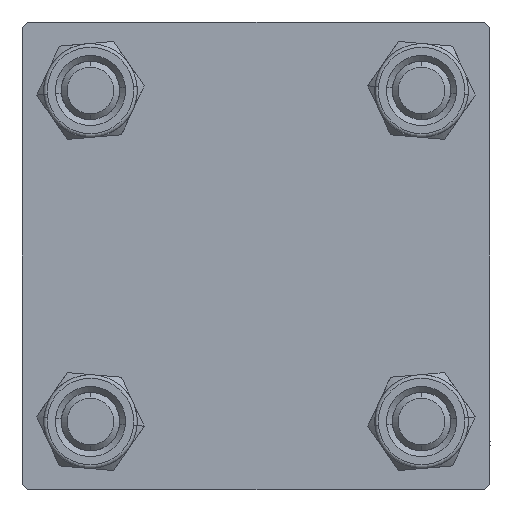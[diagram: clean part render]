
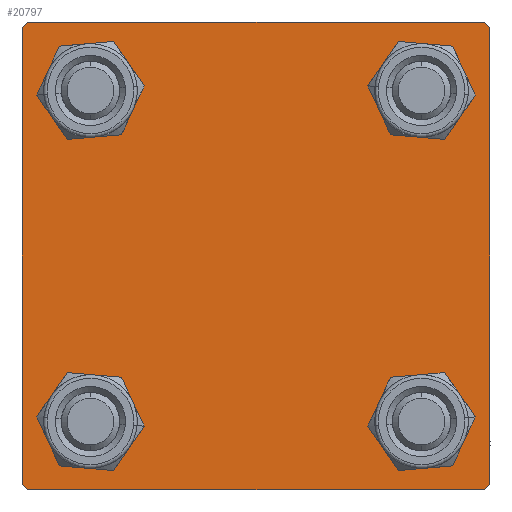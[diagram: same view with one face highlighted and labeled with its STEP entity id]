
A CAD part, left-side view. The second image highlights one B-rep face of the part: STEP entity #20797.
In plain terms, the highlighted planar face has unit normal (-1, 0, 0).
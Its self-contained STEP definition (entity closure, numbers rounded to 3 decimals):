
#574 = ORIENTED_EDGE ( 'NONE', *, *, #46109, .T. ) ;
#839 = VERTEX_POINT ( 'NONE', #11719 ) ;
#924 = DIRECTION ( 'NONE',  ( 0., -1., 0. ) ) ;
#1641 = CARTESIAN_POINT ( 'NONE',  ( 0., 20., 19.5 ) ) ;
#1732 = EDGE_CURVE ( 'NONE', #9260, #41813, #25946, .T. ) ;
#1897 = ORIENTED_EDGE ( 'NONE', *, *, #41927, .T. ) ;
#2237 = DIRECTION ( 'NONE',  ( 1., 0., 0. ) ) ;
#2317 = CIRCLE ( 'NONE', #31600, 3. ) ;
#2330 = CIRCLE ( 'NONE', #49014, 3. ) ;
#2366 = DIRECTION ( 'NONE',  ( 0., -1., 0. ) ) ;
#3581 = DIRECTION ( 'NONE',  ( 0., 0., 1. ) ) ;
#4701 = DIRECTION ( 'NONE',  ( 0., 0., 1. ) ) ;
#5106 = EDGE_CURVE ( 'NONE', #16041, #26318, #52239, .T. ) ;
#5441 = EDGE_CURVE ( 'NONE', #20709, #14772, #49783, .T. ) ;
#6903 = VECTOR ( 'NONE', #32931, 1000. ) ;
#7878 = ORIENTED_EDGE ( 'NONE', *, *, #53694, .T. ) ;
#7906 = AXIS2_PLACEMENT_3D ( 'NONE', #28878, #24855, #56058 ) ;
#8215 = PLANE ( 'NONE',  #7906 ) ;
#8505 = CARTESIAN_POINT ( 'NONE',  ( 0., 19.5, -20. ) ) ;
#8550 = ORIENTED_EDGE ( 'NONE', *, *, #17670, .T. ) ;
#8648 = VERTEX_POINT ( 'NONE', #8505 ) ;
#8850 = DIRECTION ( 'NONE',  ( 0., 0., 1. ) ) ;
#9179 = ORIENTED_EDGE ( 'NONE', *, *, #5106, .F. ) ;
#9260 = VERTEX_POINT ( 'NONE', #28093 ) ;
#9480 = DIRECTION ( 'NONE',  ( 0., 0., 1. ) ) ;
#9598 = EDGE_CURVE ( 'NONE', #41676, #26318, #51174, .T. ) ;
#9839 = ORIENTED_EDGE ( 'NONE', *, *, #11739, .T. ) ;
#9887 = VERTEX_POINT ( 'NONE', #29645 ) ;
#11719 = CARTESIAN_POINT ( 'NONE',  ( 0., -14.15, 17.15 ) ) ;
#11739 = EDGE_CURVE ( 'NONE', #38852, #12682, #44942, .T. ) ;
#12132 = EDGE_CURVE ( 'NONE', #14772, #20709, #41645, .T. ) ;
#12225 = CARTESIAN_POINT ( 'NONE',  ( 0., -19.75, 19.75 ) ) ;
#12509 = VECTOR ( 'NONE', #24916, 1000. ) ;
#12682 = VERTEX_POINT ( 'NONE', #38893 ) ;
#12938 = CARTESIAN_POINT ( 'NONE',  ( 0., 14.15, -17.15 ) ) ;
#13250 = AXIS2_PLACEMENT_3D ( 'NONE', #30642, #48082, #8850 ) ;
#13451 = ORIENTED_EDGE ( 'NONE', *, *, #43400, .T. ) ;
#13592 = CARTESIAN_POINT ( 'NONE',  ( 0., 20., 20. ) ) ;
#14068 = DIRECTION ( 'NONE',  ( 1., 0., 0. ) ) ;
#14075 = EDGE_LOOP ( 'NONE', ( #44916, #16597 ) ) ;
#14610 = CARTESIAN_POINT ( 'NONE',  ( 0., 20., 20. ) ) ;
#14772 = VERTEX_POINT ( 'NONE', #27658 ) ;
#15816 = CARTESIAN_POINT ( 'NONE',  ( 0., 19.75, 19.75 ) ) ;
#15841 = LINE ( 'NONE', #45347, #19273 ) ;
#16041 = VERTEX_POINT ( 'NONE', #26618 ) ;
#16515 = EDGE_CURVE ( 'NONE', #41676, #21363, #23194, .T. ) ;
#16597 = ORIENTED_EDGE ( 'NONE', *, *, #12132, .T. ) ;
#16954 = AXIS2_PLACEMENT_3D ( 'NONE', #42842, #30816, #3581 ) ;
#17166 = EDGE_CURVE ( 'NONE', #48847, #29565, #2317, .T. ) ;
#17670 = EDGE_CURVE ( 'NONE', #29565, #48847, #53546, .T. ) ;
#17858 = AXIS2_PLACEMENT_3D ( 'NONE', #54990, #20043, #36944 ) ;
#18616 = ORIENTED_EDGE ( 'NONE', *, *, #16515, .F. ) ;
#19273 = VECTOR ( 'NONE', #19864, 1000. ) ;
#19862 = DIRECTION ( 'NONE',  ( 1., 0., 0. ) ) ;
#19864 = DIRECTION ( 'NONE',  ( 0., -0.707, -0.707 ) ) ;
#20043 = DIRECTION ( 'NONE',  ( 1., 0., 0. ) ) ;
#20709 = VERTEX_POINT ( 'NONE', #48362 ) ;
#20797 = ADVANCED_FACE ( 'NONE', ( #38575, #30012, #55503, #47446, #33730 ), #8215, .T. ) ;
#21363 = VERTEX_POINT ( 'NONE', #46562 ) ;
#22023 = CARTESIAN_POINT ( 'NONE',  ( 0., -19.5, 20. ) ) ;
#22863 = EDGE_LOOP ( 'NONE', ( #9839, #13451, #574, #54118, #18616, #52046, #9179, #32476 ) ) ;
#23194 = LINE ( 'NONE', #40364, #49861 ) ;
#24181 = LINE ( 'NONE', #41632, #46773 ) ;
#24364 = LINE ( 'NONE', #42369, #12509 ) ;
#24654 = CARTESIAN_POINT ( 'NONE',  ( 0., 14.15, -14.15 ) ) ;
#24855 = DIRECTION ( 'NONE',  ( -1., 0., 0. ) ) ;
#24916 = DIRECTION ( 'NONE',  ( 0., -0.707, 0.707 ) ) ;
#25946 = CIRCLE ( 'NONE', #46063, 3. ) ;
#25958 = DIRECTION ( 'NONE',  ( 0., 0.707, 0.707 ) ) ;
#26318 = VERTEX_POINT ( 'NONE', #22023 ) ;
#26618 = CARTESIAN_POINT ( 'NONE',  ( 0., 19.5, 20. ) ) ;
#27658 = CARTESIAN_POINT ( 'NONE',  ( 0., -14.15, -17.15 ) ) ;
#28093 = CARTESIAN_POINT ( 'NONE',  ( 0., 14.15, -11.15 ) ) ;
#28878 = CARTESIAN_POINT ( 'NONE',  ( 0., 0., 0. ) ) ;
#29565 = VERTEX_POINT ( 'NONE', #43260 ) ;
#29645 = CARTESIAN_POINT ( 'NONE',  ( 0., -19.5, -20. ) ) ;
#30012 = FACE_BOUND ( 'NONE', #14075, .T. ) ;
#30082 = DIRECTION ( 'NONE',  ( 0., 0., 1. ) ) ;
#30642 = CARTESIAN_POINT ( 'NONE',  ( 0., -14.15, -14.15 ) ) ;
#30814 = DIRECTION ( 'NONE',  ( 1., 0., 0. ) ) ;
#30816 = DIRECTION ( 'NONE',  ( 1., 0., 0. ) ) ;
#31548 = CARTESIAN_POINT ( 'NONE',  ( 0., 14.15, -14.15 ) ) ;
#31600 = AXIS2_PLACEMENT_3D ( 'NONE', #35379, #30814, #4701 ) ;
#31909 = DIRECTION ( 'NONE',  ( 0., 0., 1. ) ) ;
#32476 = ORIENTED_EDGE ( 'NONE', *, *, #41020, .T. ) ;
#32895 = EDGE_LOOP ( 'NONE', ( #37311, #7878 ) ) ;
#32931 = DIRECTION ( 'NONE',  ( 0., 0., -1. ) ) ;
#33291 = DIRECTION ( 'NONE',  ( 0., 0.707, -0.707 ) ) ;
#33730 = FACE_OUTER_BOUND ( 'NONE', #22863, .T. ) ;
#34728 = CARTESIAN_POINT ( 'NONE',  ( 0., -14.15, 11.15 ) ) ;
#35379 = CARTESIAN_POINT ( 'NONE',  ( 0., 14.15, 14.15 ) ) ;
#35740 = ORIENTED_EDGE ( 'NONE', *, *, #1732, .T. ) ;
#36184 = CARTESIAN_POINT ( 'NONE',  ( 0., -14.15, 14.15 ) ) ;
#36944 = DIRECTION ( 'NONE',  ( 0., 0., 1. ) ) ;
#37311 = ORIENTED_EDGE ( 'NONE', *, *, #51933, .T. ) ;
#37492 = AXIS2_PLACEMENT_3D ( 'NONE', #31548, #14068, #9480 ) ;
#37921 = VECTOR ( 'NONE', #924, 1000. ) ;
#38019 = EDGE_LOOP ( 'NONE', ( #50767, #8550 ) ) ;
#38575 = FACE_BOUND ( 'NONE', #32895, .T. ) ;
#38852 = VERTEX_POINT ( 'NONE', #1641 ) ;
#38893 = CARTESIAN_POINT ( 'NONE',  ( 0., 20., -19.5 ) ) ;
#40364 = CARTESIAN_POINT ( 'NONE',  ( 0., -20., 20. ) ) ;
#40750 = CARTESIAN_POINT ( 'NONE',  ( 0., -20., 19.5 ) ) ;
#41020 = EDGE_CURVE ( 'NONE', #16041, #38852, #55058, .T. ) ;
#41632 = CARTESIAN_POINT ( 'NONE',  ( 0., 20., -20. ) ) ;
#41645 = CIRCLE ( 'NONE', #16954, 3. ) ;
#41676 = VERTEX_POINT ( 'NONE', #40750 ) ;
#41813 = VERTEX_POINT ( 'NONE', #12938 ) ;
#41927 = EDGE_CURVE ( 'NONE', #41813, #9260, #56716, .T. ) ;
#41970 = EDGE_LOOP ( 'NONE', ( #35740, #1897 ) ) ;
#42029 = VECTOR ( 'NONE', #33291, 1000. ) ;
#42369 = CARTESIAN_POINT ( 'NONE',  ( 0., -19.75, -19.75 ) ) ;
#42638 = DIRECTION ( 'NONE',  ( 0., 0., 1. ) ) ;
#42842 = CARTESIAN_POINT ( 'NONE',  ( 0., -14.15, -14.15 ) ) ;
#42958 = CARTESIAN_POINT ( 'NONE',  ( 0., 14.15, 17.15 ) ) ;
#43260 = CARTESIAN_POINT ( 'NONE',  ( 0., 14.15, 11.15 ) ) ;
#43400 = EDGE_CURVE ( 'NONE', #12682, #8648, #15841, .T. ) ;
#44513 = VERTEX_POINT ( 'NONE', #34728 ) ;
#44916 = ORIENTED_EDGE ( 'NONE', *, *, #5441, .T. ) ;
#44942 = LINE ( 'NONE', #14610, #6903 ) ;
#45347 = CARTESIAN_POINT ( 'NONE',  ( 0., 19.75, -19.75 ) ) ;
#46063 = AXIS2_PLACEMENT_3D ( 'NONE', #24654, #50991, #30082 ) ;
#46109 = EDGE_CURVE ( 'NONE', #8648, #9887, #24181, .T. ) ;
#46562 = CARTESIAN_POINT ( 'NONE',  ( 0., -20., -19.5 ) ) ;
#46773 = VECTOR ( 'NONE', #2366, 1000. ) ;
#47446 = FACE_BOUND ( 'NONE', #38019, .T. ) ;
#48082 = DIRECTION ( 'NONE',  ( 1., 0., 0. ) ) ;
#48362 = CARTESIAN_POINT ( 'NONE',  ( 0., -14.15, -11.15 ) ) ;
#48847 = VERTEX_POINT ( 'NONE', #42958 ) ;
#49014 = AXIS2_PLACEMENT_3D ( 'NONE', #36184, #19862, #31909 ) ;
#49524 = DIRECTION ( 'NONE',  ( 0., 0., -1. ) ) ;
#49783 = CIRCLE ( 'NONE', #13250, 3. ) ;
#49861 = VECTOR ( 'NONE', #49524, 1000. ) ;
#50767 = ORIENTED_EDGE ( 'NONE', *, *, #17166, .T. ) ;
#50991 = DIRECTION ( 'NONE',  ( 1., 0., 0. ) ) ;
#51174 = LINE ( 'NONE', #12225, #55268 ) ;
#51732 = AXIS2_PLACEMENT_3D ( 'NONE', #54978, #2237, #42638 ) ;
#51933 = EDGE_CURVE ( 'NONE', #839, #44513, #56297, .T. ) ;
#52046 = ORIENTED_EDGE ( 'NONE', *, *, #9598, .T. ) ;
#52239 = LINE ( 'NONE', #13592, #37921 ) ;
#53546 = CIRCLE ( 'NONE', #51732, 3. ) ;
#53694 = EDGE_CURVE ( 'NONE', #44513, #839, #2330, .T. ) ;
#54118 = ORIENTED_EDGE ( 'NONE', *, *, #56025, .T. ) ;
#54978 = CARTESIAN_POINT ( 'NONE',  ( 0., 14.15, 14.15 ) ) ;
#54990 = CARTESIAN_POINT ( 'NONE',  ( 0., -14.15, 14.15 ) ) ;
#55058 = LINE ( 'NONE', #15816, #42029 ) ;
#55268 = VECTOR ( 'NONE', #25958, 1000. ) ;
#55503 = FACE_BOUND ( 'NONE', #41970, .T. ) ;
#56025 = EDGE_CURVE ( 'NONE', #9887, #21363, #24364, .T. ) ;
#56058 = DIRECTION ( 'NONE',  ( 0., 0., 1. ) ) ;
#56297 = CIRCLE ( 'NONE', #17858, 3. ) ;
#56716 = CIRCLE ( 'NONE', #37492, 3. ) ;
